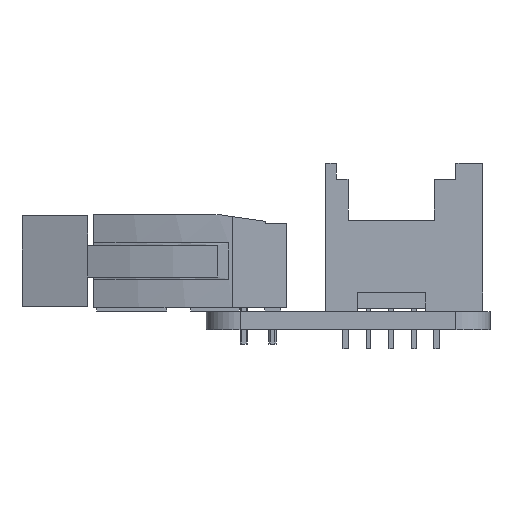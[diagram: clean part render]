
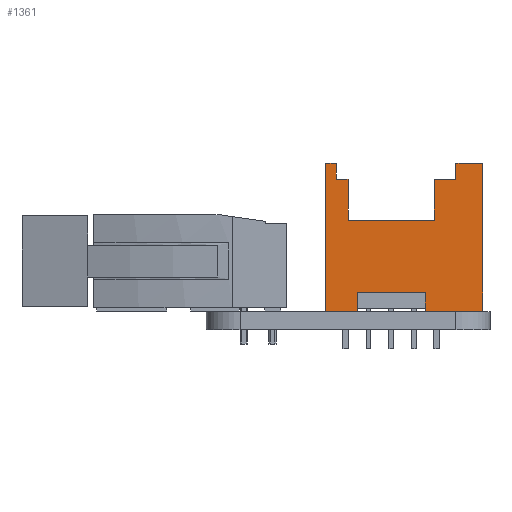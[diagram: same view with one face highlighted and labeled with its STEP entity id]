
A CAD part, left-side view. The second image highlights one B-rep face of the part: STEP entity #1361.
In plain terms, the highlighted face is planar.
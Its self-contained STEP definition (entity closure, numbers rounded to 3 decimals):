
#910 = VERTEX_POINT('',#911);
#911 = CARTESIAN_POINT('',(-5.7,13.,-3.2));
#935 = VERTEX_POINT('',#936);
#936 = CARTESIAN_POINT('',(-5.7,11.6,-3.2));
#942 = EDGE_CURVE('',#910,#935,#943,.T.);
#943 = LINE('',#944,#945);
#944 = CARTESIAN_POINT('',(-5.7,11.6,-3.2));
#945 = VECTOR('',#946,1.);
#946 = DIRECTION('',(0.,-1.,0.));
#1187 = VERTEX_POINT('',#1188);
#1188 = CARTESIAN_POINT('',(4.85,11.6,-3.2));
#1214 = VERTEX_POINT('',#1215);
#1215 = CARTESIAN_POINT('',(4.85,13.,-3.2));
#1221 = EDGE_CURVE('',#1187,#1214,#1222,.T.);
#1222 = LINE('',#1223,#1224);
#1223 = CARTESIAN_POINT('',(4.85,13.,-3.2));
#1224 = VECTOR('',#1225,1.);
#1225 = DIRECTION('',(0.,1.,0.));
#1361 = ADVANCED_FACE('',(#1362),#1474,.F.);
#1362 = FACE_BOUND('',#1363,.T.);
#1363 = EDGE_LOOP('',(#1364,#1374,#1382,#1390,#1398,#1404,#1405,#1413,
    #1421,#1429,#1437,#1443,#1444,#1452,#1460,#1468));
#1364 = ORIENTED_EDGE('',*,*,#1365,.T.);
#1365 = EDGE_CURVE('',#1366,#1368,#1370,.T.);
#1366 = VERTEX_POINT('',#1367);
#1367 = CARTESIAN_POINT('',(3.,1.6,-3.2));
#1368 = VERTEX_POINT('',#1369);
#1369 = CARTESIAN_POINT('',(-3.,1.6,-3.2));
#1370 = LINE('',#1371,#1372);
#1371 = CARTESIAN_POINT('',(-3.,1.6,-3.2));
#1372 = VECTOR('',#1373,1.);
#1373 = DIRECTION('',(-1.,0.,0.));
#1374 = ORIENTED_EDGE('',*,*,#1375,.T.);
#1375 = EDGE_CURVE('',#1368,#1376,#1378,.T.);
#1376 = VERTEX_POINT('',#1377);
#1377 = CARTESIAN_POINT('',(-3.,0.,-3.2));
#1378 = LINE('',#1379,#1380);
#1379 = CARTESIAN_POINT('',(-3.,8.242,-3.2));
#1380 = VECTOR('',#1381,1.);
#1381 = DIRECTION('',(0.,-1.,0.));
#1382 = ORIENTED_EDGE('',*,*,#1383,.F.);
#1383 = EDGE_CURVE('',#1384,#1376,#1386,.T.);
#1384 = VERTEX_POINT('',#1385);
#1385 = CARTESIAN_POINT('',(-8.05,0.,-3.2));
#1386 = LINE('',#1387,#1388);
#1387 = CARTESIAN_POINT('',(5.75,0.,-3.2));
#1388 = VECTOR('',#1389,1.);
#1389 = DIRECTION('',(1.,0.,0.));
#1390 = ORIENTED_EDGE('',*,*,#1391,.F.);
#1391 = EDGE_CURVE('',#1392,#1384,#1394,.T.);
#1392 = VERTEX_POINT('',#1393);
#1393 = CARTESIAN_POINT('',(-8.05,13.,-3.2));
#1394 = LINE('',#1395,#1396);
#1395 = CARTESIAN_POINT('',(-8.05,0.,-3.2));
#1396 = VECTOR('',#1397,1.);
#1397 = DIRECTION('',(0.,-1.,0.));
#1398 = ORIENTED_EDGE('',*,*,#1399,.F.);
#1399 = EDGE_CURVE('',#910,#1392,#1400,.T.);
#1400 = LINE('',#1401,#1402);
#1401 = CARTESIAN_POINT('',(5.75,13.,-3.2));
#1402 = VECTOR('',#1403,1.);
#1403 = DIRECTION('',(-1.,0.,0.));
#1404 = ORIENTED_EDGE('',*,*,#942,.T.);
#1405 = ORIENTED_EDGE('',*,*,#1406,.T.);
#1406 = EDGE_CURVE('',#935,#1407,#1409,.T.);
#1407 = VERTEX_POINT('',#1408);
#1408 = CARTESIAN_POINT('',(-3.8,11.6,-3.2));
#1409 = LINE('',#1410,#1411);
#1410 = CARTESIAN_POINT('',(-3.8,11.6,-3.2));
#1411 = VECTOR('',#1412,1.);
#1412 = DIRECTION('',(1.,0.,0.));
#1413 = ORIENTED_EDGE('',*,*,#1414,.T.);
#1414 = EDGE_CURVE('',#1407,#1415,#1417,.T.);
#1415 = VERTEX_POINT('',#1416);
#1416 = CARTESIAN_POINT('',(-3.8,8.,-3.2));
#1417 = LINE('',#1418,#1419);
#1418 = CARTESIAN_POINT('',(-3.8,8.,-3.2));
#1419 = VECTOR('',#1420,1.);
#1420 = DIRECTION('',(0.,-1.,0.));
#1421 = ORIENTED_EDGE('',*,*,#1422,.T.);
#1422 = EDGE_CURVE('',#1415,#1423,#1425,.T.);
#1423 = VERTEX_POINT('',#1424);
#1424 = CARTESIAN_POINT('',(3.8,8.,-3.2));
#1425 = LINE('',#1426,#1427);
#1426 = CARTESIAN_POINT('',(3.8,8.,-3.2));
#1427 = VECTOR('',#1428,1.);
#1428 = DIRECTION('',(1.,0.,0.));
#1429 = ORIENTED_EDGE('',*,*,#1430,.T.);
#1430 = EDGE_CURVE('',#1423,#1431,#1433,.T.);
#1431 = VERTEX_POINT('',#1432);
#1432 = CARTESIAN_POINT('',(3.8,11.6,-3.2));
#1433 = LINE('',#1434,#1435);
#1434 = CARTESIAN_POINT('',(3.8,11.6,-3.2));
#1435 = VECTOR('',#1436,1.);
#1436 = DIRECTION('',(0.,1.,0.));
#1437 = ORIENTED_EDGE('',*,*,#1438,.T.);
#1438 = EDGE_CURVE('',#1431,#1187,#1439,.T.);
#1439 = LINE('',#1440,#1441);
#1440 = CARTESIAN_POINT('',(4.85,11.6,-3.2));
#1441 = VECTOR('',#1442,1.);
#1442 = DIRECTION('',(1.,0.,0.));
#1443 = ORIENTED_EDGE('',*,*,#1221,.T.);
#1444 = ORIENTED_EDGE('',*,*,#1445,.F.);
#1445 = EDGE_CURVE('',#1446,#1214,#1448,.T.);
#1446 = VERTEX_POINT('',#1447);
#1447 = CARTESIAN_POINT('',(5.75,13.,-3.2));
#1448 = LINE('',#1449,#1450);
#1449 = CARTESIAN_POINT('',(5.75,13.,-3.2));
#1450 = VECTOR('',#1451,1.);
#1451 = DIRECTION('',(-1.,0.,0.));
#1452 = ORIENTED_EDGE('',*,*,#1453,.F.);
#1453 = EDGE_CURVE('',#1454,#1446,#1456,.T.);
#1454 = VERTEX_POINT('',#1455);
#1455 = CARTESIAN_POINT('',(5.75,0.,-3.2));
#1456 = LINE('',#1457,#1458);
#1457 = CARTESIAN_POINT('',(5.75,0.,-3.2));
#1458 = VECTOR('',#1459,1.);
#1459 = DIRECTION('',(0.,1.,0.));
#1460 = ORIENTED_EDGE('',*,*,#1461,.F.);
#1461 = EDGE_CURVE('',#1462,#1454,#1464,.T.);
#1462 = VERTEX_POINT('',#1463);
#1463 = CARTESIAN_POINT('',(3.,0.,-3.2));
#1464 = LINE('',#1465,#1466);
#1465 = CARTESIAN_POINT('',(5.75,0.,-3.2));
#1466 = VECTOR('',#1467,1.);
#1467 = DIRECTION('',(1.,0.,0.));
#1468 = ORIENTED_EDGE('',*,*,#1469,.F.);
#1469 = EDGE_CURVE('',#1366,#1462,#1470,.T.);
#1470 = LINE('',#1471,#1472);
#1471 = CARTESIAN_POINT('',(3.,8.242,-3.2));
#1472 = VECTOR('',#1473,1.);
#1473 = DIRECTION('',(0.,-1.,0.));
#1474 = PLANE('',#1475);
#1475 = AXIS2_PLACEMENT_3D('',#1476,#1477,#1478);
#1476 = CARTESIAN_POINT('',(5.75,0.,-3.2));
#1477 = DIRECTION('',(0.,0.,1.));
#1478 = DIRECTION('',(1.,0.,-0.));
